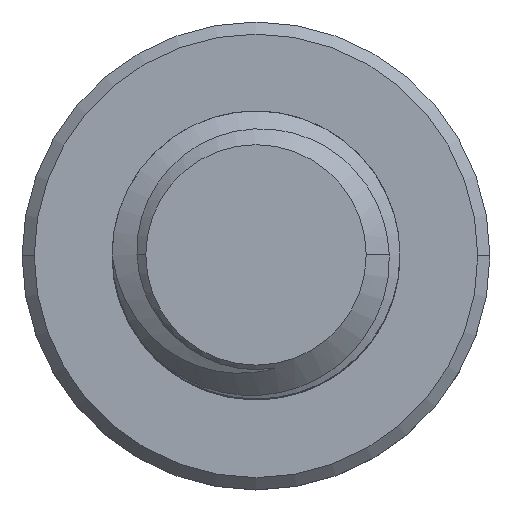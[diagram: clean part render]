
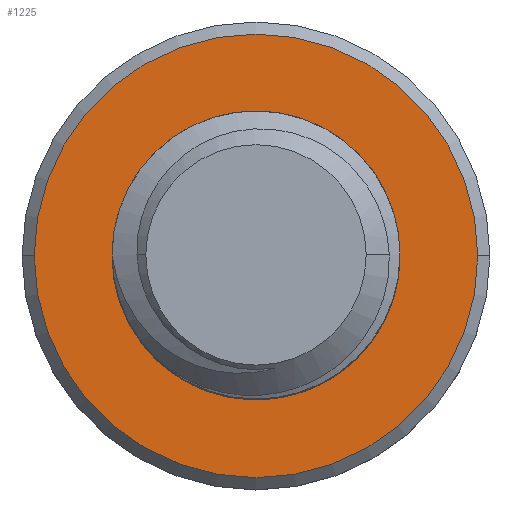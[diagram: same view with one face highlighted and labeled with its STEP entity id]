
A CAD part, top view. The second image highlights one B-rep face of the part: STEP entity #1225.
In plain terms, the highlighted planar face has unit normal (0, 0, 1).
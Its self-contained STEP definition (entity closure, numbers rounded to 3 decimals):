
#28 = ORIENTED_EDGE ( 'NONE', *, *, #2019, .F. ) ;
#110 = CARTESIAN_POINT ( 'NONE',  ( 6.163, 0., -6.65 ) ) ;
#124 = CIRCLE ( 'NONE', #2586, 6.163 ) ;
#172 = VERTEX_POINT ( 'NONE', #3707 ) ;
#304 = DIRECTION ( 'NONE',  ( 0., 0., 1. ) ) ;
#305 = AXIS2_PLACEMENT_3D ( 'NONE', #1513, #3312, #2853 ) ;
#331 = ORIENTED_EDGE ( 'NONE', *, *, #1897, .T. ) ;
#615 = DIRECTION ( 'NONE',  ( 1., 0., 0. ) ) ;
#660 = EDGE_CURVE ( 'NONE', #1580, #2827, #3653, .T. ) ;
#670 = DIRECTION ( 'NONE',  ( 1., 0., 0. ) ) ;
#876 = DIRECTION ( 'NONE',  ( 0., 0., 1. ) ) ;
#1219 = ORIENTED_EDGE ( 'NONE', *, *, #660, .T. ) ;
#1225 = ADVANCED_FACE ( 'NONE', ( #1591, #3657 ), #2414, .T. ) ;
#1227 = CARTESIAN_POINT ( 'NONE',  ( 6.163, 0., -6.65 ) ) ;
#1350 = ORIENTED_EDGE ( 'NONE', *, *, #3553, .F. ) ;
#1463 = DIRECTION ( 'NONE',  ( 1., 0., 0. ) ) ;
#1513 = CARTESIAN_POINT ( 'NONE',  ( 0., 0., -6.65 ) ) ;
#1520 = DIRECTION ( 'NONE',  ( 0., 0., 1. ) ) ;
#1580 = VERTEX_POINT ( 'NONE', #1227 ) ;
#1591 = FACE_BOUND ( 'NONE', #3171, .T. ) ;
#1897 = EDGE_CURVE ( 'NONE', #2827, #1580, #124, .T. ) ;
#2019 = EDGE_CURVE ( 'NONE', #3519, #172, #2996, .T. ) ;
#2086 = CARTESIAN_POINT ( 'NONE',  ( 0., 0., -6.65 ) ) ;
#2282 = DIRECTION ( 'NONE',  ( 1., 0., 0. ) ) ;
#2328 = CARTESIAN_POINT ( 'NONE',  ( 0., 0., -6.65 ) ) ;
#2414 = PLANE ( 'NONE',  #3399 ) ;
#2504 = CARTESIAN_POINT ( 'NONE',  ( -4., 0., -6.65 ) ) ;
#2586 = AXIS2_PLACEMENT_3D ( 'NONE', #2328, #2600, #615 ) ;
#2600 = DIRECTION ( 'NONE',  ( 0., 0., 1. ) ) ;
#2632 = CARTESIAN_POINT ( 'NONE',  ( 0., 0., -6.65 ) ) ;
#2771 = CARTESIAN_POINT ( 'NONE',  ( -6.163, 0., -6.65 ) ) ;
#2827 = VERTEX_POINT ( 'NONE', #2771 ) ;
#2845 = AXIS2_PLACEMENT_3D ( 'NONE', #2632, #876, #1463 ) ;
#2853 = DIRECTION ( 'NONE',  ( 1., 0., 0. ) ) ;
#2996 = CIRCLE ( 'NONE', #2845, 4. ) ;
#3171 = EDGE_LOOP ( 'NONE', ( #28, #1350 ) ) ;
#3234 = AXIS2_PLACEMENT_3D ( 'NONE', #2086, #304, #2282 ) ;
#3312 = DIRECTION ( 'NONE',  ( 0., 0., 1. ) ) ;
#3399 = AXIS2_PLACEMENT_3D ( 'NONE', #110, #1520, #670 ) ;
#3459 = CIRCLE ( 'NONE', #3234, 4. ) ;
#3519 = VERTEX_POINT ( 'NONE', #2504 ) ;
#3553 = EDGE_CURVE ( 'NONE', #172, #3519, #3459, .T. ) ;
#3651 = EDGE_LOOP ( 'NONE', ( #331, #1219 ) ) ;
#3653 = CIRCLE ( 'NONE', #305, 6.163 ) ;
#3657 = FACE_OUTER_BOUND ( 'NONE', #3651, .T. ) ;
#3707 = CARTESIAN_POINT ( 'NONE',  ( 4., 0., -6.65 ) ) ;
